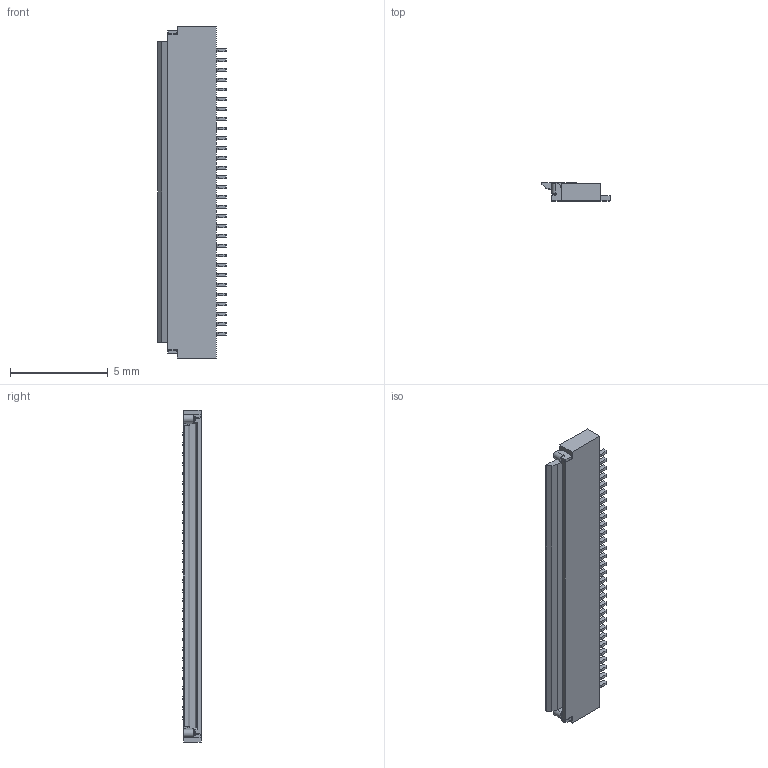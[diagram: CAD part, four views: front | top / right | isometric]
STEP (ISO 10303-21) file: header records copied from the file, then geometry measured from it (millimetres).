
FILE_DESCRIPTION(/* description */ ('STEP AP214'),/* implementation_level */ '2;1');
FILE_NAME(/* name */ '609eaf318d46840f6cba67e6',/* time_stamp */ '2021-05-14T17:11:14+00:00',/* author */ (''),/* organization */ (''),/* preprocessor_version */ 'ST-DEVELOPER v18.1',/* originating_system */ ' ',/* authorisation */ ' ');
FILE_SCHEMA (('AUTOMOTIVE_DESIGN {1 0 10303 214 3 1 1}'));
Length unit declared in the file: metre
Products named in the file (1): FH19SC-30S-0.5SH
Bounding box: 3.5 x 0.93 x 17 mm (x, y, z)
Volume: 28 mm3; surface area: 225.4 mm2
Topology: 1 solids, 1 shells, 635 faces, 1887 edges, 1254 vertices
Faces by surface type: plane 429, cylinder 206
Entity records: 23140 total; most frequent: CARTESIAN_POINT 3777, ORIENTED_EDGE 3774, DIRECTION 3571, EDGE_CURVE 1887, LINE 1475, VECTOR 1475, VERTEX_POINT 1254, AXIS2_PLACEMENT_3D 1048
